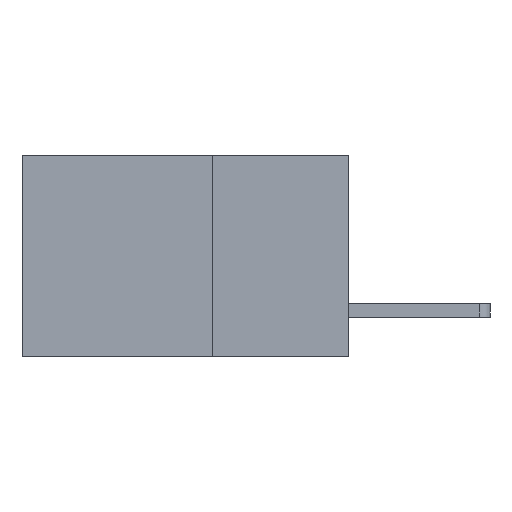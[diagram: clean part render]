
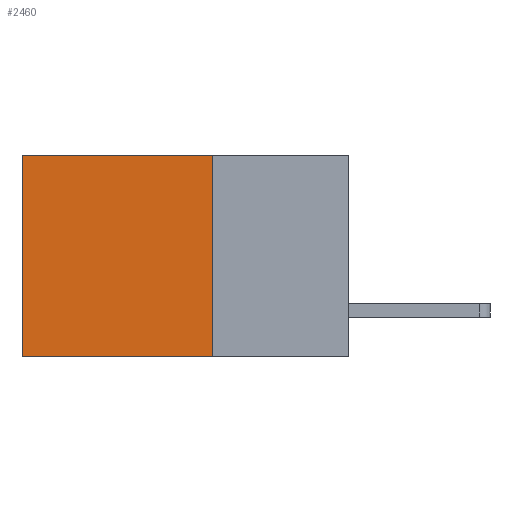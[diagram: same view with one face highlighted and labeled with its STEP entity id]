
A CAD part, left-side view. The second image highlights one B-rep face of the part: STEP entity #2460.
In plain terms, the highlighted planar face has unit normal (-1, 0, 0).
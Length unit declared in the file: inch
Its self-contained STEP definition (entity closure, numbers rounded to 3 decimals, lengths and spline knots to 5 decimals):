
#202 = VECTOR ( 'NONE', #7373, 39.37008 ) ;
#255 = EDGE_CURVE ( 'NONE', #3754, #275, #4668, .T. ) ;
#256 = CARTESIAN_POINT ( 'NONE',  ( 0.298, 0.6, 0. ) ) ;
#275 = VERTEX_POINT ( 'NONE', #1364 ) ;
#1042 = VECTOR ( 'NONE', #5183, 39.37008 ) ;
#1307 = EDGE_CURVE ( 'NONE', #7459, #275, #6654, .T. ) ;
#1364 = CARTESIAN_POINT ( 'NONE',  ( 0.298, 0.6, -0.37 ) ) ;
#1397 = CARTESIAN_POINT ( 'NONE',  ( 0.298, 0.6, 0. ) ) ;
#1778 = CARTESIAN_POINT ( 'NONE',  ( 0.298, 0.25, -0.37 ) ) ;
#2460 = ADVANCED_FACE ( 'NONE', ( #6621 ), #3033, .F. ) ;
#2488 = EDGE_CURVE ( 'NONE', #5033, #7459, #4762, .T. ) ;
#3033 = PLANE ( 'NONE',  #5793 ) ;
#3060 = CARTESIAN_POINT ( 'NONE',  ( 0.298, 0.25, 0. ) ) ;
#3100 = ORIENTED_EDGE ( 'NONE', *, *, #3496, .T. ) ;
#3486 = DIRECTION ( 'NONE',  ( 0., 1., 0. ) ) ;
#3496 = EDGE_CURVE ( 'NONE', #5033, #3754, #5413, .T. ) ;
#3655 = CARTESIAN_POINT ( 'NONE',  ( 0.298, 0.25, 0. ) ) ;
#3754 = VERTEX_POINT ( 'NONE', #256 ) ;
#3766 = DIRECTION ( 'NONE',  ( 0., 0., -1. ) ) ;
#4484 = CARTESIAN_POINT ( 'NONE',  ( 0.298, 0.25, 0. ) ) ;
#4548 = ORIENTED_EDGE ( 'NONE', *, *, #1307, .F. ) ;
#4668 = LINE ( 'NONE', #1397, #8393 ) ;
#4762 = LINE ( 'NONE', #4484, #1042 ) ;
#5033 = VERTEX_POINT ( 'NONE', #3655 ) ;
#5044 = ORIENTED_EDGE ( 'NONE', *, *, #255, .T. ) ;
#5183 = DIRECTION ( 'NONE',  ( 0., 0., -1. ) ) ;
#5413 = LINE ( 'NONE', #8365, #8908 ) ;
#5456 = CARTESIAN_POINT ( 'NONE',  ( 0.298, 0.25, -0.37 ) ) ;
#5793 = AXIS2_PLACEMENT_3D ( 'NONE', #3060, #7960, #3766 ) ;
#6004 = ORIENTED_EDGE ( 'NONE', *, *, #2488, .F. ) ;
#6023 = EDGE_LOOP ( 'NONE', ( #5044, #4548, #6004, #3100 ) ) ;
#6288 = DIRECTION ( 'NONE',  ( 0., 0., -1. ) ) ;
#6621 = FACE_OUTER_BOUND ( 'NONE', #6023, .T. ) ;
#6654 = LINE ( 'NONE', #1778, #202 ) ;
#7373 = DIRECTION ( 'NONE',  ( 0., 1., 0. ) ) ;
#7459 = VERTEX_POINT ( 'NONE', #5456 ) ;
#7960 = DIRECTION ( 'NONE',  ( 1., 0., 0. ) ) ;
#8365 = CARTESIAN_POINT ( 'NONE',  ( 0.298, 0.25, 0. ) ) ;
#8393 = VECTOR ( 'NONE', #6288, 39.37008 ) ;
#8908 = VECTOR ( 'NONE', #3486, 39.37008 ) ;
